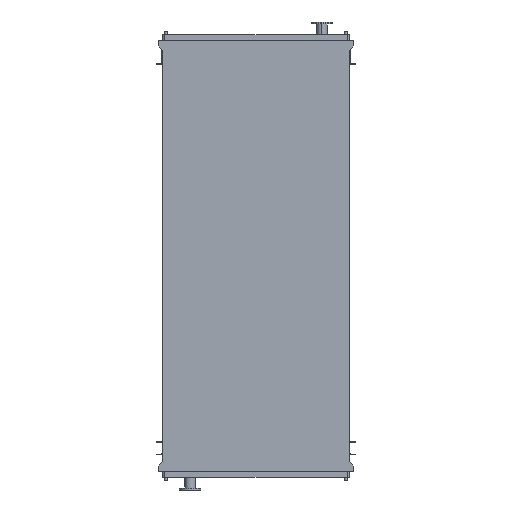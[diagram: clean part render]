
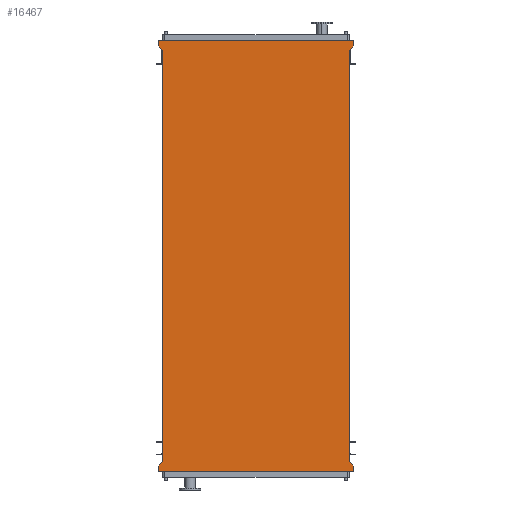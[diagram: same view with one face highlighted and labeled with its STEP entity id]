
A CAD part, front view. The second image highlights one B-rep face of the part: STEP entity #16467.
In plain terms, the highlighted planar face has unit normal (0, -1, 0).
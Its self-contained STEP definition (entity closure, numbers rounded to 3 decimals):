
#113 = DIRECTION ( 'NONE',  ( 0., 0., 1. ) ) ;
#184 = VECTOR ( 'NONE', #11294, 1000. ) ;
#260 = LINE ( 'NONE', #13749, #12750 ) ;
#315 = EDGE_CURVE ( 'NONE', #7016, #8666, #17043, .T. ) ;
#513 = VERTEX_POINT ( 'NONE', #9964 ) ;
#755 = EDGE_CURVE ( 'NONE', #7016, #16711, #12411, .T. ) ;
#904 = LINE ( 'NONE', #11831, #9882 ) ;
#948 = LINE ( 'NONE', #15773, #4739 ) ;
#1045 = AXIS2_PLACEMENT_3D ( 'NONE', #11253, #1737, #8446 ) ;
#1737 = DIRECTION ( 'NONE',  ( 0., -1., 0. ) ) ;
#2142 = VECTOR ( 'NONE', #15676, 1000. ) ;
#2180 = CARTESIAN_POINT ( 'NONE',  ( -1011., 0., 95. ) ) ;
#2388 = ORIENTED_EDGE ( 'NONE', *, *, #5394, .F. ) ;
#2523 = CARTESIAN_POINT ( 'NONE',  ( -965., 0., 0. ) ) ;
#2549 = VERTEX_POINT ( 'NONE', #2180 ) ;
#3093 = VECTOR ( 'NONE', #4443, 1000. ) ;
#3268 = CARTESIAN_POINT ( 'NONE',  ( -965., 0., -4250. ) ) ;
#3478 = ORIENTED_EDGE ( 'NONE', *, *, #10583, .F. ) ;
#3698 = DIRECTION ( 'NONE',  ( 0.655, 0., 0.755 ) ) ;
#3833 = EDGE_CURVE ( 'NONE', #14614, #17401, #948, .T. ) ;
#3930 = VECTOR ( 'NONE', #15016, 1000. ) ;
#4086 = CARTESIAN_POINT ( 'NONE',  ( -1011., 0., -4303. ) ) ;
#4089 = CARTESIAN_POINT ( 'NONE',  ( 1011., 0., 95. ) ) ;
#4203 = ORIENTED_EDGE ( 'NONE', *, *, #13360, .F. ) ;
#4443 = DIRECTION ( 'NONE',  ( 0., 0., -1. ) ) ;
#4655 = LINE ( 'NONE', #4750, #2142 ) ;
#4739 = VECTOR ( 'NONE', #3698, 1000. ) ;
#4750 = CARTESIAN_POINT ( 'NONE',  ( -1011., 0., 53. ) ) ;
#4972 = VERTEX_POINT ( 'NONE', #5451 ) ;
#5394 = EDGE_CURVE ( 'NONE', #8666, #10547, #7260, .T. ) ;
#5415 = LINE ( 'NONE', #4089, #3930 ) ;
#5451 = CARTESIAN_POINT ( 'NONE',  ( 1011., 0., 95. ) ) ;
#6403 = DIRECTION ( 'NONE',  ( -0.655, 0., 0.755 ) ) ;
#6692 = ORIENTED_EDGE ( 'NONE', *, *, #8949, .F. ) ;
#7012 = VERTEX_POINT ( 'NONE', #12970 ) ;
#7016 = VERTEX_POINT ( 'NONE', #10308 ) ;
#7082 = CARTESIAN_POINT ( 'NONE',  ( 1011., 0., -4345. ) ) ;
#7260 = LINE ( 'NONE', #7082, #3093 ) ;
#7306 = CARTESIAN_POINT ( 'NONE',  ( 965., 0., -4250. ) ) ;
#7659 = VERTEX_POINT ( 'NONE', #10443 ) ;
#8241 = CARTESIAN_POINT ( 'NONE',  ( 1011., 0., -4303. ) ) ;
#8446 = DIRECTION ( 'NONE',  ( 0., 0., -1. ) ) ;
#8507 = EDGE_CURVE ( 'NONE', #12050, #7659, #10362, .T. ) ;
#8666 = VERTEX_POINT ( 'NONE', #8241 ) ;
#8786 = ORIENTED_EDGE ( 'NONE', *, *, #8507, .F. ) ;
#8949 = EDGE_CURVE ( 'NONE', #17401, #12050, #904, .T. ) ;
#9186 = CARTESIAN_POINT ( 'NONE',  ( 1011., 0., -4345. ) ) ;
#9532 = DIRECTION ( 'NONE',  ( 1., 0., 0. ) ) ;
#9772 = DIRECTION ( 'NONE',  ( 0., 0., 1. ) ) ;
#9882 = VECTOR ( 'NONE', #10512, 1000. ) ;
#9964 = CARTESIAN_POINT ( 'NONE',  ( -1011., 0., -4345. ) ) ;
#10172 = LINE ( 'NONE', #15564, #11914 ) ;
#10295 = ORIENTED_EDGE ( 'NONE', *, *, #3833, .F. ) ;
#10308 = CARTESIAN_POINT ( 'NONE',  ( 965., 0., -4250. ) ) ;
#10339 = DIRECTION ( 'NONE',  ( 0.655, 0., -0.755 ) ) ;
#10362 = LINE ( 'NONE', #2523, #16667 ) ;
#10443 = CARTESIAN_POINT ( 'NONE',  ( -1011., 0., 53. ) ) ;
#10494 = ORIENTED_EDGE ( 'NONE', *, *, #15291, .F. ) ;
#10499 = CARTESIAN_POINT ( 'NONE',  ( -965., 0., 0. ) ) ;
#10512 = DIRECTION ( 'NONE',  ( 0., 0., 1. ) ) ;
#10547 = VERTEX_POINT ( 'NONE', #9186 ) ;
#10583 = EDGE_CURVE ( 'NONE', #2549, #4972, #260, .T. ) ;
#11160 = ORIENTED_EDGE ( 'NONE', *, *, #11473, .F. ) ;
#11253 = CARTESIAN_POINT ( 'NONE',  ( -965., 0., -4250. ) ) ;
#11294 = DIRECTION ( 'NONE',  ( -0.655, 0., -0.755 ) ) ;
#11343 = VECTOR ( 'NONE', #113, 1000. ) ;
#11357 = EDGE_CURVE ( 'NONE', #10547, #513, #10172, .T. ) ;
#11381 = LINE ( 'NONE', #14127, #184 ) ;
#11473 = EDGE_CURVE ( 'NONE', #513, #14614, #13600, .T. ) ;
#11677 = EDGE_LOOP ( 'NONE', ( #15559, #12362, #4203, #3478, #10494, #8786, #6692, #10295, #11160, #11767, #2388, #12107 ) ) ;
#11731 = VECTOR ( 'NONE', #9772, 1000. ) ;
#11767 = ORIENTED_EDGE ( 'NONE', *, *, #11357, .F. ) ;
#11831 = CARTESIAN_POINT ( 'NONE',  ( -965., 0., -4250. ) ) ;
#11914 = VECTOR ( 'NONE', #14234, 1000. ) ;
#12050 = VERTEX_POINT ( 'NONE', #10499 ) ;
#12107 = ORIENTED_EDGE ( 'NONE', *, *, #315, .F. ) ;
#12362 = ORIENTED_EDGE ( 'NONE', *, *, #16160, .F. ) ;
#12411 = LINE ( 'NONE', #7306, #11731 ) ;
#12750 = VECTOR ( 'NONE', #9532, 1000. ) ;
#12970 = CARTESIAN_POINT ( 'NONE',  ( 1011., 0., 53. ) ) ;
#13360 = EDGE_CURVE ( 'NONE', #4972, #7012, #5415, .T. ) ;
#13600 = LINE ( 'NONE', #4086, #11343 ) ;
#13749 = CARTESIAN_POINT ( 'NONE',  ( -1011., 0., 95. ) ) ;
#14084 = FACE_OUTER_BOUND ( 'NONE', #11677, .T. ) ;
#14127 = CARTESIAN_POINT ( 'NONE',  ( 1011., 0., 53. ) ) ;
#14234 = DIRECTION ( 'NONE',  ( -1., 0., 0. ) ) ;
#14614 = VERTEX_POINT ( 'NONE', #17203 ) ;
#15016 = DIRECTION ( 'NONE',  ( 0., 0., -1. ) ) ;
#15107 = VECTOR ( 'NONE', #10339, 1000. ) ;
#15291 = EDGE_CURVE ( 'NONE', #7659, #2549, #4655, .T. ) ;
#15412 = PLANE ( 'NONE',  #1045 ) ;
#15559 = ORIENTED_EDGE ( 'NONE', *, *, #755, .T. ) ;
#15564 = CARTESIAN_POINT ( 'NONE',  ( -1011., 0., -4345. ) ) ;
#15642 = CARTESIAN_POINT ( 'NONE',  ( 1011., 0., -4303. ) ) ;
#15676 = DIRECTION ( 'NONE',  ( 0., 0., 1. ) ) ;
#15773 = CARTESIAN_POINT ( 'NONE',  ( -965., 0., -4250. ) ) ;
#16160 = EDGE_CURVE ( 'NONE', #7012, #16711, #11381, .T. ) ;
#16467 = ADVANCED_FACE ( 'NONE', ( #14084 ), #15412, .T. ) ;
#16611 = CARTESIAN_POINT ( 'NONE',  ( 965., 0., 0. ) ) ;
#16667 = VECTOR ( 'NONE', #6403, 1000. ) ;
#16711 = VERTEX_POINT ( 'NONE', #16611 ) ;
#17043 = LINE ( 'NONE', #15642, #15107 ) ;
#17203 = CARTESIAN_POINT ( 'NONE',  ( -1011., 0., -4303. ) ) ;
#17401 = VERTEX_POINT ( 'NONE', #3268 ) ;
